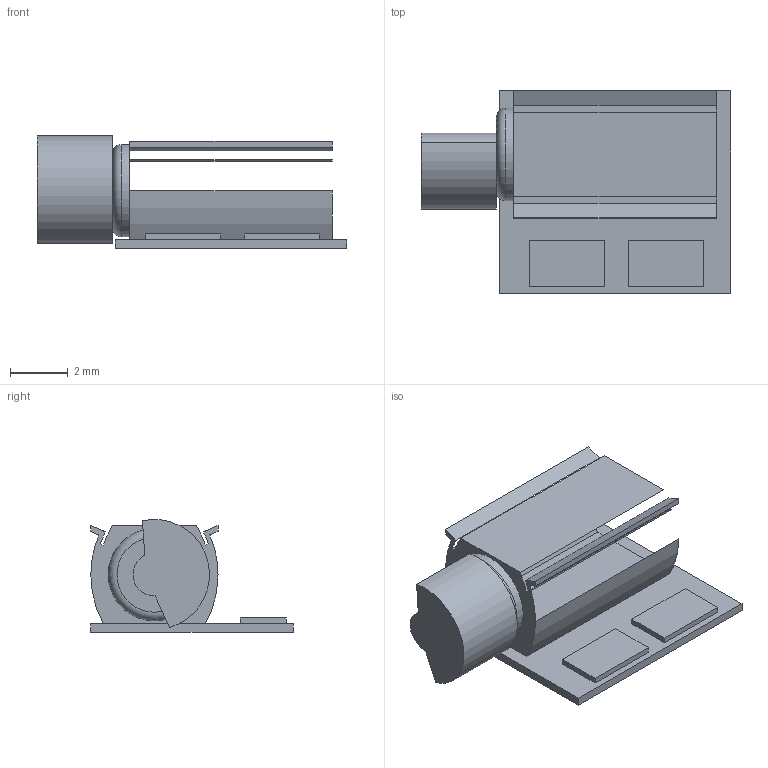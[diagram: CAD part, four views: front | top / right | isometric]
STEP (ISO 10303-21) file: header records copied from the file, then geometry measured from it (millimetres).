
FILE_DESCRIPTION(('FreeCAD Model'),'2;1');
FILE_NAME('Open CASCADE Shape Model','2021-06-16T17:55:04',('Author'),( ''),'Open CASCADE STEP processor 7.5','FreeCAD','Unknown');
FILE_SCHEMA(('AUTOMOTIVE_DESIGN { 1 0 10303 214 1 1 1 1 }'));
Length unit declared in the file: millimetre
Products named in the file (6): Unnamed; Extrude; Cut001; Fillet; Extrude005; Extrude006
Assembly tree (5 placements, depth 2):
  Unnamed
    Extrude
    Cut001
    Fillet
    Extrude005
    Extrude006
Bounding box: 10.7 x 7 x 3.91 mm (x, y, z)
Volume: 103.6 mm3; surface area: 298 mm2
Topology: 6 solids, 6 shells, 48 faces, 153 edges, 94 vertices
Faces by surface type: plane 36, cylinder 11, torus 1
Full cylindrical faces by diameter (mm): 3.193 x1, 6.505 x2, 6.722 x2, 7.043 x2
Entity records: 2915 total; most frequent: CARTESIAN_POINT 600, DIRECTION 409, LINE 253, VECTOR 253, ORIENTED_EDGE 214, PCURVE 214, DEFINITIONAL_REPRESENTATION 214, EDGE_CURVE 107
